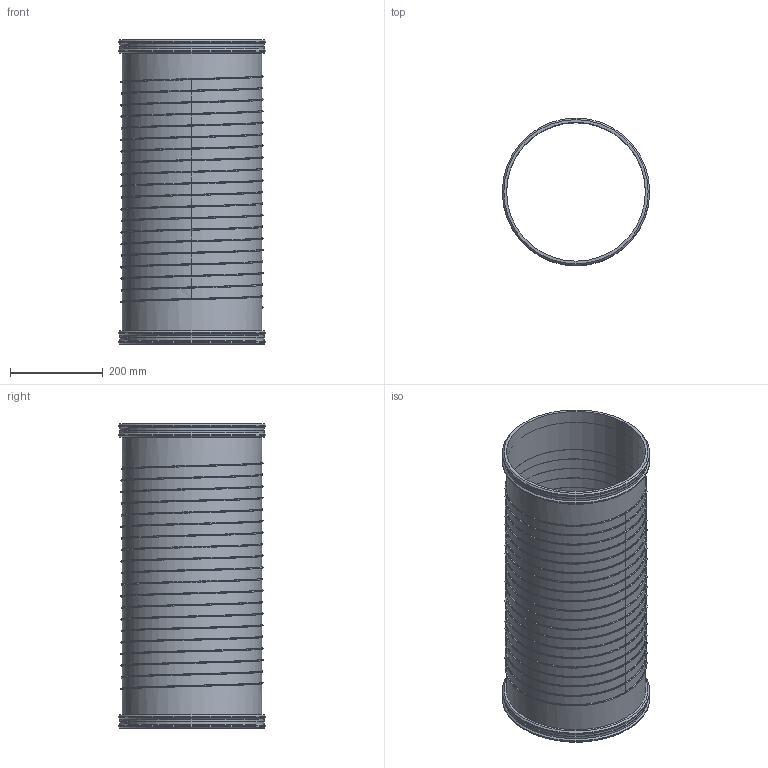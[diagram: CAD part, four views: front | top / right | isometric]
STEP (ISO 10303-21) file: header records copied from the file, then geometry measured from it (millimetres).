
FILE_DESCRIPTION(/* description */ (''),/* implementation_level */ '2;1');
FILE_NAME(/* name */ '94554487-6468-4c0d-81a2-7217e84f0c88.stp',/* time_stamp */ '2020-07-15T22:13:11+00:00',/* author */ (''),/* organization */ (''),/* preprocessor_version */ 'ST-DEVELOPER v18.1',/* originating_system */ 'Autodesk Translation Framework v9.3.0.1241',/* authorisation */ '');
FILE_SCHEMA (('AUTOMOTIVE_DESIGN { 1 0 10303 214 3 1 1 }'));
Length unit declared in the file: millimetre
Products named in the file (1): 22757 BFM Flexi 300mm x 600mm L
Bounding box: 318.4 x 318.4 x 658.8 mm (x, y, z)
Volume: 1020157.1 mm3; surface area: 1438137.6 mm2
Topology: 2 solids, 2 shells, 51 faces, 119 edges, 73 vertices
Faces by surface type: cylinder 29, cone 13, plane 5, bspline 4
Full cylindrical faces by diameter (mm): 300 x1, 301.8 x20, 311.8 x4, 318.4 x4
Entity records: 11213 total; most frequent: CARTESIAN_POINT 10078, ORIENTED_EDGE 242, DIRECTION 203, EDGE_CURVE 121, AXIS2_PLACEMENT_3D 80, VERTEX_POINT 75, EDGE_LOOP 54, FACE_OUTER_BOUND 51
